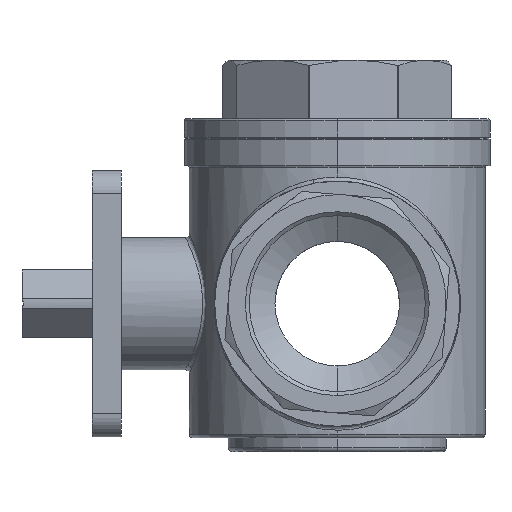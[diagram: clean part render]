
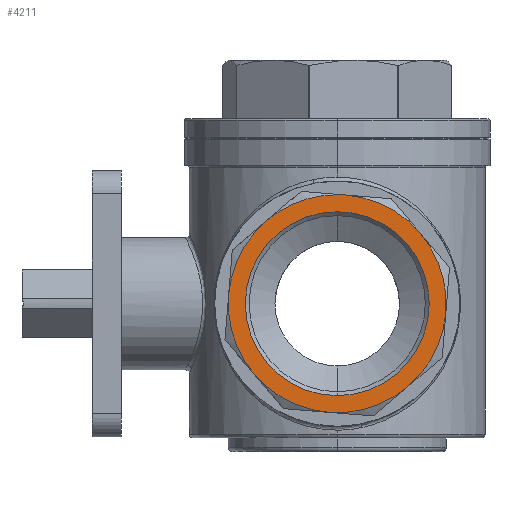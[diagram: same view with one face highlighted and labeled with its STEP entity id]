
A CAD part, left-side view. The second image highlights one B-rep face of the part: STEP entity #4211.
In plain terms, the highlighted planar face has unit normal (-1, 0, 0).
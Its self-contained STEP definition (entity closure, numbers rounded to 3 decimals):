
#1065 = CARTESIAN_POINT ( 'NONE',  ( -62.5, 0., 0. ) ) ;
#1070 = DIRECTION ( 'NONE',  ( -1., 0., 0. ) ) ;
#1071 = DIRECTION ( 'NONE',  ( 0., 0., 1. ) ) ;
#1077 = CARTESIAN_POINT ( 'NONE',  ( -62.5, 0., 0. ) ) ;
#1085 = DIRECTION ( 'NONE',  ( 1., 0., 0. ) ) ;
#1086 = DIRECTION ( 'NONE',  ( 0., 0., 1. ) ) ;
#1098 = CARTESIAN_POINT ( 'NONE',  ( -62.5, 0., 0. ) ) ;
#1100 = DIRECTION ( 'NONE',  ( -1., 0., 0. ) ) ;
#1101 = DIRECTION ( 'NONE',  ( 0., 0., 1. ) ) ;
#1119 = CARTESIAN_POINT ( 'NONE',  ( -62.5, 0., 0. ) ) ;
#1127 = CARTESIAN_POINT ( 'NONE',  ( -62.5, 0., 0. ) ) ;
#1128 = DIRECTION ( 'NONE',  ( 1., 0., 0. ) ) ;
#1129 = DIRECTION ( 'NONE',  ( 0., 0., 1. ) ) ;
#1130 = CARTESIAN_POINT ( 'NONE',  ( -62.5, 0., 0. ) ) ;
#1131 = DIRECTION ( 'NONE',  ( -1., 0., 0. ) ) ;
#1132 = DIRECTION ( 'NONE',  ( 0., 0., 1. ) ) ;
#1133 = CARTESIAN_POINT ( 'NONE',  ( -62.5, 0., 0. ) ) ;
#1136 = CARTESIAN_POINT ( 'NONE',  ( -62.5, 0., 0. ) ) ;
#1137 = DIRECTION ( 'NONE',  ( -1., 0., 0. ) ) ;
#1138 = DIRECTION ( 'NONE',  ( 0., 0., 1. ) ) ;
#1139 = CARTESIAN_POINT ( 'NONE',  ( -62.5, 0., 0. ) ) ;
#1140 = DIRECTION ( 'NONE',  ( -1., 0., 0. ) ) ;
#1141 = DIRECTION ( 'NONE',  ( 0., 0., 1. ) ) ;
#1142 = CARTESIAN_POINT ( 'NONE',  ( -62.5, 0., 0. ) ) ;
#1143 = DIRECTION ( 'NONE',  ( -1., 0., 0. ) ) ;
#1144 = DIRECTION ( 'NONE',  ( 0., 0., 1. ) ) ;
#1146 = DIRECTION ( 'NONE',  ( -1., 0., 0. ) ) ;
#1147 = DIRECTION ( 'NONE',  ( 0., 0., 1. ) ) ;
#1149 = DIRECTION ( 'NONE',  ( -1., 0., 0. ) ) ;
#1150 = DIRECTION ( 'NONE',  ( 0., 0., 1. ) ) ;
#1380 = DIRECTION ( 'NONE',  ( 0., 0., 1. ) ) ;
#1382 = DIRECTION ( 'NONE',  ( -1., 0., 0. ) ) ;
#1995 = CARTESIAN_POINT ( 'NONE',  ( -62.5, 0., -31.5 ) ) ;
#1996 = PLANE ( 'NONE',  #2590 ) ;
#1998 = DIRECTION ( 'NONE',  ( -1., 0., 0. ) ) ;
#1999 = DIRECTION ( 'NONE',  ( 0., 0., -1. ) ) ;
#2590 = AXIS2_PLACEMENT_3D ( 'NONE', #1995, #1998, #1999 ) ;
#2661 = AXIS2_PLACEMENT_3D ( 'NONE', #1142, #1149, #1150 ) ;
#2662 = AXIS2_PLACEMENT_3D ( 'NONE', #1139, #1146, #1147 ) ;
#2663 = AXIS2_PLACEMENT_3D ( 'NONE', #1136, #1143, #1144 ) ;
#2664 = AXIS2_PLACEMENT_3D ( 'NONE', #1133, #1140, #1141 ) ;
#2665 = AXIS2_PLACEMENT_3D ( 'NONE', #1130, #1137, #1138 ) ;
#2666 = AXIS2_PLACEMENT_3D ( 'NONE', #1127, #1128, #1129 ) ;
#2667 = AXIS2_PLACEMENT_3D ( 'NONE', #1119, #1131, #1132 ) ;
#2671 = AXIS2_PLACEMENT_3D ( 'NONE', #1098, #1100, #1101 ) ;
#2673 = AXIS2_PLACEMENT_3D ( 'NONE', #1077, #1085, #1086 ) ;
#2680 = AXIS2_PLACEMENT_3D ( 'NONE', #1065, #1070, #1071 ) ;
#2688 = AXIS2_PLACEMENT_3D ( 'NONE', #6565, #1382, #1380 ) ;
#3238 = EDGE_CURVE ( 'NONE', #4448, #4885, #5174, .T. ) ;
#3266 = EDGE_CURVE ( 'NONE', #4917, #4585, #5206, .T. ) ;
#3272 = EDGE_CURVE ( 'NONE', #4803, #4590, #5214, .T. ) ;
#3277 = EDGE_CURVE ( 'NONE', #4663, #4917, #5218, .T. ) ;
#3283 = EDGE_CURVE ( 'NONE', #4590, #4803, #5221, .T. ) ;
#3284 = EDGE_CURVE ( 'NONE', #4885, #4517, #5222, .T. ) ;
#3286 = EDGE_CURVE ( 'NONE', #4517, #4663, #5224, .T. ) ;
#3287 = EDGE_CURVE ( 'NONE', #4438, #4448, #5225, .T. ) ;
#3288 = EDGE_CURVE ( 'NONE', #4715, #4725, #5226, .T. ) ;
#3289 = EDGE_CURVE ( 'NONE', #4585, #4715, #5227, .T. ) ;
#3290 = EDGE_CURVE ( 'NONE', #4725, #4438, #5228, .T. ) ;
#3883 = CARTESIAN_POINT ( 'NONE',  ( -62.5, 2.266, -27.908 ) ) ;
#3888 = CARTESIAN_POINT ( 'NONE',  ( -62.5, -18.132, -21.336 ) ) ;
#3909 = CARTESIAN_POINT ( 'NONE',  ( -62.5, -21.336, 18.132 ) ) ;
#3960 = CARTESIAN_POINT ( 'NONE',  ( -62.5, 18.132, 21.336 ) ) ;
#3962 = CARTESIAN_POINT ( 'NONE',  ( -62.5, 0., -23.625 ) ) ;
#3972 = CARTESIAN_POINT ( 'NONE',  ( -62.5, -2.266, 27.908 ) ) ;
#3999 = CARTESIAN_POINT ( 'NONE',  ( -62.5, 27.908, 2.266 ) ) ;
#4009 = CARTESIAN_POINT ( 'NONE',  ( -62.5, 21.336, -18.132 ) ) ;
#4051 = CARTESIAN_POINT ( 'NONE',  ( -62.5, 0., 23.625 ) ) ;
#4098 = CARTESIAN_POINT ( 'NONE',  ( -62.5, -27.908, -2.266 ) ) ;
#4121 = CARTESIAN_POINT ( 'NONE',  ( -62.5, 0., 28. ) ) ;
#4211 = ADVANCED_FACE ( 'NONE', ( #5331, #5339 ), #1996, .T. ) ;
#4438 = VERTEX_POINT ( 'NONE', #3883 ) ;
#4448 = VERTEX_POINT ( 'NONE', #3888 ) ;
#4517 = VERTEX_POINT ( 'NONE', #3909 ) ;
#4585 = VERTEX_POINT ( 'NONE', #3960 ) ;
#4590 = VERTEX_POINT ( 'NONE', #3962 ) ;
#4663 = VERTEX_POINT ( 'NONE', #3972 ) ;
#4715 = VERTEX_POINT ( 'NONE', #3999 ) ;
#4725 = VERTEX_POINT ( 'NONE', #4009 ) ;
#4803 = VERTEX_POINT ( 'NONE', #4051 ) ;
#4885 = VERTEX_POINT ( 'NONE', #4098 ) ;
#4917 = VERTEX_POINT ( 'NONE', #4121 ) ;
#5174 = CIRCLE ( 'NONE', #2688, 28. ) ;
#5206 = CIRCLE ( 'NONE', #2680, 28. ) ;
#5214 = CIRCLE ( 'NONE', #2673, 23.625 ) ;
#5218 = CIRCLE ( 'NONE', #2671, 28. ) ;
#5221 = CIRCLE ( 'NONE', #2666, 23.625 ) ;
#5222 = CIRCLE ( 'NONE', #2667, 28. ) ;
#5224 = CIRCLE ( 'NONE', #2665, 28. ) ;
#5225 = CIRCLE ( 'NONE', #2664, 28. ) ;
#5226 = CIRCLE ( 'NONE', #2663, 28. ) ;
#5227 = CIRCLE ( 'NONE', #2662, 28. ) ;
#5228 = CIRCLE ( 'NONE', #2661, 28. ) ;
#5331 = FACE_BOUND ( 'NONE', #6534, .T. ) ;
#5339 = FACE_OUTER_BOUND ( 'NONE', #6533, .T. ) ;
#6361 = ORIENTED_EDGE ( 'NONE', *, *, #3272, .T. ) ;
#6362 = ORIENTED_EDGE ( 'NONE', *, *, #3283, .T. ) ;
#6363 = ORIENTED_EDGE ( 'NONE', *, *, #3289, .T. ) ;
#6364 = ORIENTED_EDGE ( 'NONE', *, *, #3288, .T. ) ;
#6365 = ORIENTED_EDGE ( 'NONE', *, *, #3290, .T. ) ;
#6366 = ORIENTED_EDGE ( 'NONE', *, *, #3287, .T. ) ;
#6367 = ORIENTED_EDGE ( 'NONE', *, *, #3238, .T. ) ;
#6368 = ORIENTED_EDGE ( 'NONE', *, *, #3284, .T. ) ;
#6369 = ORIENTED_EDGE ( 'NONE', *, *, #3286, .T. ) ;
#6370 = ORIENTED_EDGE ( 'NONE', *, *, #3277, .T. ) ;
#6371 = ORIENTED_EDGE ( 'NONE', *, *, #3266, .T. ) ;
#6533 = EDGE_LOOP ( 'NONE', ( #6363, #6364, #6365, #6366, #6367, #6368, #6369, #6370, #6371 ) ) ;
#6534 = EDGE_LOOP ( 'NONE', ( #6361, #6362 ) ) ;
#6565 = CARTESIAN_POINT ( 'NONE',  ( -62.5, 0., 0. ) ) ;
